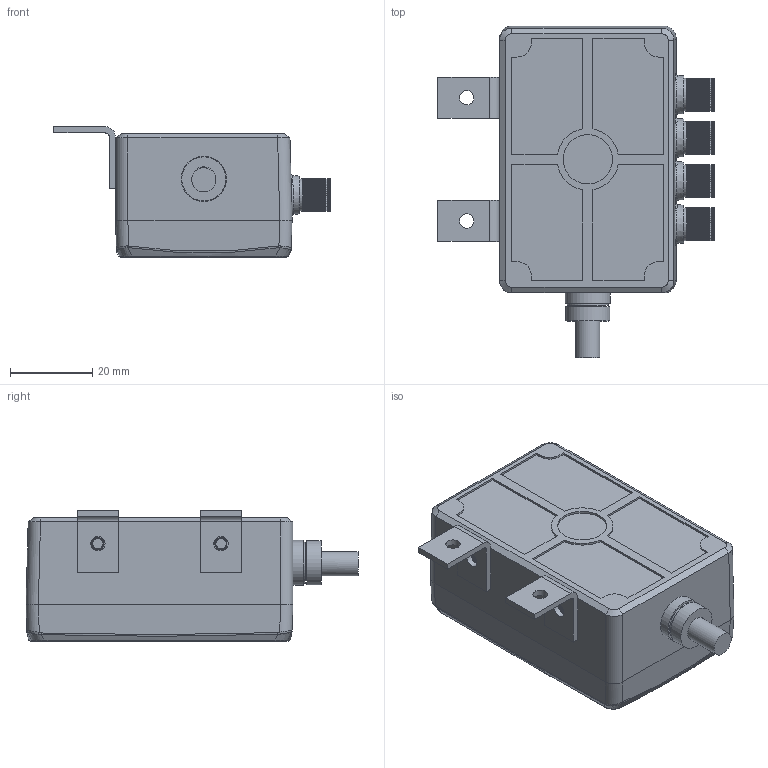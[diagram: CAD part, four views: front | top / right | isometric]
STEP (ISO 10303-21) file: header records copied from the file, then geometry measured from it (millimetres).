
FILE_DESCRIPTION(/* description */ (''),/* implementation_level */ '2;1');
FILE_NAME(/* name */ '',/* time_stamp */ '2024-10-25T16:02:35+08:00',/* author */ (''),/* organization */ (''),/* preprocessor_version */ 'ST-DEVELOPER v14',/* originating_system */ 'SIEMENS PLM Software NX 8.0',/* authorisation */ '');
FILE_SCHEMA (('AUTOMOTIVE_DESIGN { 1 0 10303 214 3 1 1 1 }'));
Length unit declared in the file: millimetre
Products named in the file (1): Admi2B205118w0gm
Bounding box: 67.25 x 80.84 x 31.75 mm (x, y, z)
Volume: 84180.7 mm3; surface area: 16273.5 mm2
Topology: 3 solids, 7 shells, 1211 faces, 3268 edges, 2165 vertices
Faces by surface type: plane 825, cylinder 281, bspline 45, extrusion 28, cone 16, torus 16
Full cylindrical faces by diameter (mm): 2.3 x4, 2.8 x4, 3.5 x4, 3.95 x4, 4 x4, 4.2 x4, 4.8 x4, 5.9 x1, 5.98 x2, 6.9 x4, 8 x4, 8.75 x1, 10 x1, 10.75 x1, 11 x1, 12 x1
Entity records: 50877 total; most frequent: CARTESIAN_POINT 15411, ORIENTED_EDGE 6368, DIRECTION 5926, EDGE_CURVE 3184, VECTOR 2336, LINE 2308, VERTEX_POINT 2139, AXIS2_PLACEMENT_3D 1795
